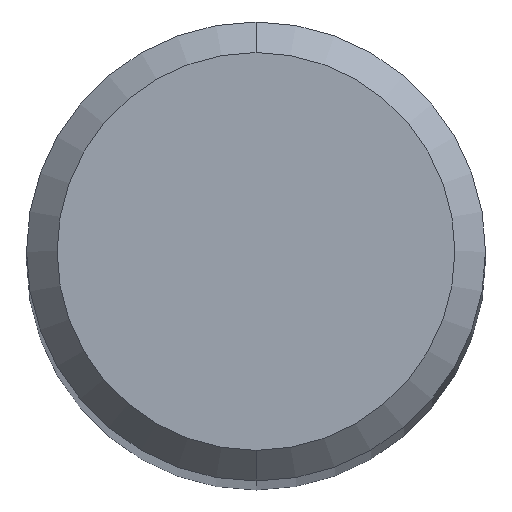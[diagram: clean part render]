
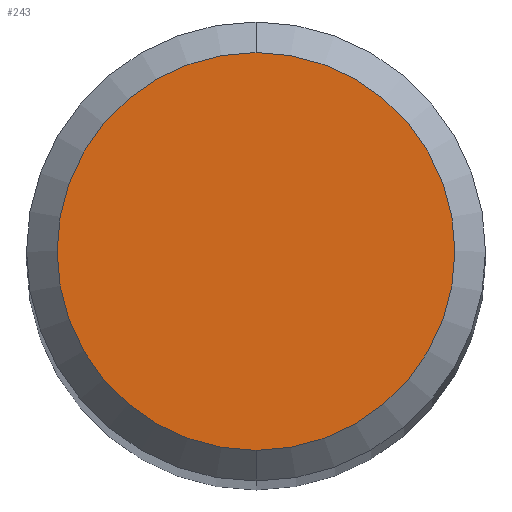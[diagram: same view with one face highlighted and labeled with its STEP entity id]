
A CAD part, top view. The second image highlights one B-rep face of the part: STEP entity #243.
In plain terms, the highlighted planar face has unit normal (0, 0, 1).
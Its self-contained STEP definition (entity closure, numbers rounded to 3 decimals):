
#183=EDGE_CURVE('',#431,#475,#502,.T.);
#243=ADVANCED_FACE('',(#564),#565,.T.);
#253=EDGE_CURVE('',#475,#431,#578,.T.);
#431=VERTEX_POINT('',#779);
#475=VERTEX_POINT('',#827);
#502=CIRCLE('',#848,2.6);
#564=FACE_OUTER_BOUND('',#1013,.T.);
#565=PLANE('',#1014);
#578=CIRCLE('',#1030,2.6);
#779=CARTESIAN_POINT('',(0.,-2.6,0.0));
#827=CARTESIAN_POINT('',(0.0,2.6,0.0));
#848=AXIS2_PLACEMENT_3D('',#1497,#1498,#1499);
#1013=EDGE_LOOP('',(#1542,#1543));
#1014=AXIS2_PLACEMENT_3D('',#1544,#1545,#1546);
#1030=AXIS2_PLACEMENT_3D('',#1571,#1572,#1573);
#1497=CARTESIAN_POINT('',(0.0,0.0,0.0));
#1498=DIRECTION('',(0.0,0.0,-1.0));
#1499=DIRECTION('',(0.0,1.0,0.0));
#1542=ORIENTED_EDGE('',*,*,#253,.F.);
#1543=ORIENTED_EDGE('',*,*,#183,.F.);
#1544=CARTESIAN_POINT('',(0.0,1.3,0.0));
#1545=DIRECTION('',(-0.0,0.0,1.0));
#1546=DIRECTION('',(0.0,-1.0,0.0));
#1571=CARTESIAN_POINT('',(0.0,0.0,0.0));
#1572=DIRECTION('',(0.0,0.0,-1.0));
#1573=DIRECTION('',(0.0,1.0,0.0));
